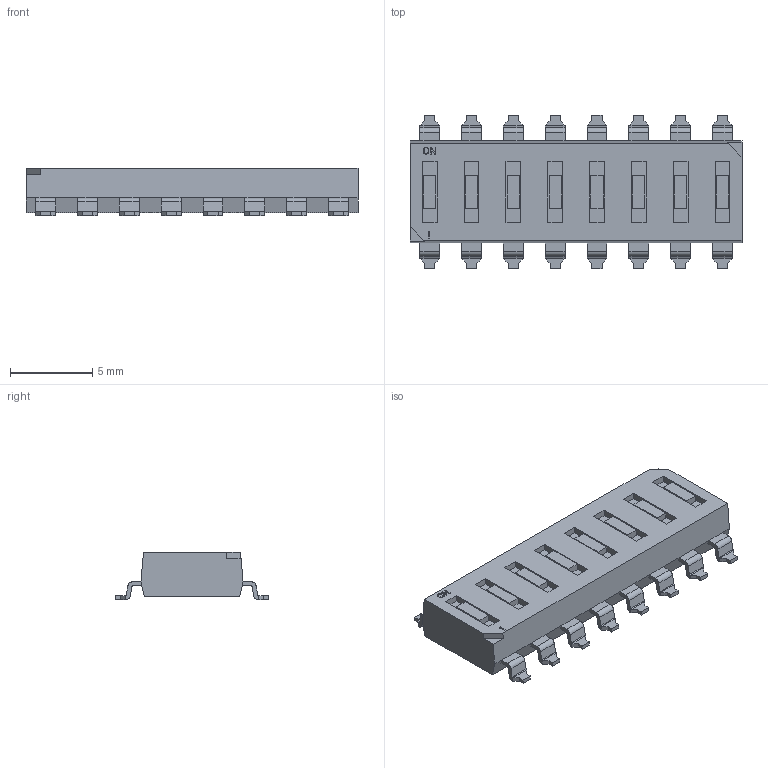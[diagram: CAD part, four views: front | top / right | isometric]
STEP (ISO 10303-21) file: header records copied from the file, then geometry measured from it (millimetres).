
FILE_DESCRIPTION(('STEP AP242'),'1');
FILE_NAME('1-1825006-5.stp','2022-12-17T07:56:10',('TraceParts'),('TraceParts S.A.'),'Spatial InterOp 3D',' ',' ');
FILE_SCHEMA(('AP242_MANAGED_MODEL_BASED_3D_ENGINEERING_MIM_LF {1 0 10303 442 1 1 4}'));
Length unit declared in the file: millimetre
Products named in the file (1): 1-1825006-5
Bounding box: 20.17 x 9.3 x 2.91 mm (x, y, z)
Volume: 331.9 mm3; surface area: 516.9 mm2
Topology: 1 solids, 1 shells, 429 faces, 1125 edges, 718 vertices
Faces by surface type: plane 365, cylinder 64
Entity records: 12934 total; most frequent: CARTESIAN_POINT 2273, ORIENTED_EDGE 2250, DIRECTION 2113, EDGE_CURVE 1125, LINE 997, VECTOR 997, VERTEX_POINT 718, AXIS2_PLACEMENT_3D 558
